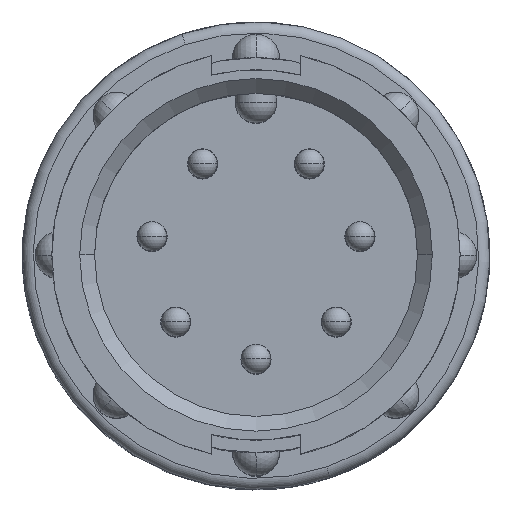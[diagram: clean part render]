
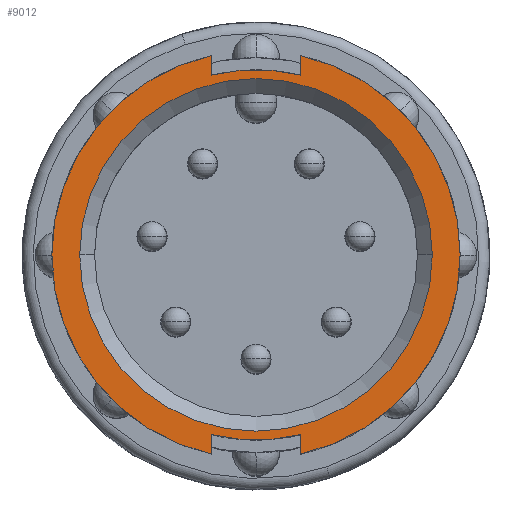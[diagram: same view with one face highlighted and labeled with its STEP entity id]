
A CAD part, top view. The second image highlights one B-rep face of the part: STEP entity #9012.
In plain terms, the highlighted planar face has unit normal (0, 0, 1).
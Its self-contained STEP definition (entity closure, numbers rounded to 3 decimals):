
#27 = CARTESIAN_POINT ( 'NONE',  ( -1.524, 6.817, 0. ) ) ;
#222 = CIRCLE ( 'NONE', #335, 6.985 ) ;
#335 = AXIS2_PLACEMENT_3D ( 'NONE', #8641, #1068, #9923 ) ;
#343 = VERTEX_POINT ( 'NONE', #12735 ) ;
#490 = ORIENTED_EDGE ( 'NONE', *, *, #9924, .F. ) ;
#580 = ORIENTED_EDGE ( 'NONE', *, *, #12962, .T. ) ;
#687 = VERTEX_POINT ( 'NONE', #16011 ) ;
#1068 = DIRECTION ( 'NONE',  ( 0., 0., 1. ) ) ;
#1243 = CARTESIAN_POINT ( 'NONE',  ( 1.524, 6.817, 0. ) ) ;
#1393 = AXIS2_PLACEMENT_3D ( 'NONE', #4180, #13080, #5428 ) ;
#1501 = EDGE_CURVE ( 'NONE', #687, #11031, #10046, .T. ) ;
#1544 = DIRECTION ( 'NONE',  ( 0., 1., 0. ) ) ;
#1590 = ORIENTED_EDGE ( 'NONE', *, *, #15184, .F. ) ;
#2189 = CARTESIAN_POINT ( 'NONE',  ( 6.032, 0., 0. ) ) ;
#2495 = CARTESIAN_POINT ( 'NONE',  ( 1.524, -6.817, 0. ) ) ;
#2752 = CARTESIAN_POINT ( 'NONE',  ( -6.032, 0., 0. ) ) ;
#2822 = ORIENTED_EDGE ( 'NONE', *, *, #15041, .F. ) ;
#3357 = CIRCLE ( 'NONE', #15429, 6.337 ) ;
#3756 = DIRECTION ( 'NONE',  ( 0., 0., -1. ) ) ;
#3952 = CIRCLE ( 'NONE', #6361, 6.032 ) ;
#3996 = CARTESIAN_POINT ( 'NONE',  ( 0., 0., 0. ) ) ;
#4033 = CARTESIAN_POINT ( 'NONE',  ( 1.524, -6.151, 0. ) ) ;
#4046 = VERTEX_POINT ( 'NONE', #9245 ) ;
#4149 = DIRECTION ( 'NONE',  ( 0., 0., 1. ) ) ;
#4180 = CARTESIAN_POINT ( 'NONE',  ( 0., 0., 0. ) ) ;
#4358 = CIRCLE ( 'NONE', #1393, 6.985 ) ;
#4816 = CARTESIAN_POINT ( 'NONE',  ( 0., 0., 0. ) ) ;
#5252 = DIRECTION ( 'NONE',  ( 1., 0., 0. ) ) ;
#5292 = EDGE_CURVE ( 'NONE', #8014, #11031, #8992, .T. ) ;
#5423 = CARTESIAN_POINT ( 'NONE',  ( -1.524, -6.151, 0. ) ) ;
#5428 = DIRECTION ( 'NONE',  ( 1., 0., 0. ) ) ;
#5638 = DIRECTION ( 'NONE',  ( 0., 0., -1. ) ) ;
#5706 = LINE ( 'NONE', #27, #9089 ) ;
#5767 = CARTESIAN_POINT ( 'NONE',  ( -1.524, 6.151, 0. ) ) ;
#6085 = DIRECTION ( 'NONE',  ( 1., 0., 0. ) ) ;
#6361 = AXIS2_PLACEMENT_3D ( 'NONE', #4816, #13735, #6085 ) ;
#6646 = CARTESIAN_POINT ( 'NONE',  ( 1.524, -6.151, 0. ) ) ;
#6927 = DIRECTION ( 'NONE',  ( -1., 0., 0. ) ) ;
#7187 = CIRCLE ( 'NONE', #16430, 6.032 ) ;
#7244 = ORIENTED_EDGE ( 'NONE', *, *, #7730, .F. ) ;
#7410 = VERTEX_POINT ( 'NONE', #14933 ) ;
#7449 = ORIENTED_EDGE ( 'NONE', *, *, #1501, .T. ) ;
#7477 = AXIS2_PLACEMENT_3D ( 'NONE', #10721, #14564, #6927 ) ;
#7730 = EDGE_CURVE ( 'NONE', #8875, #15801, #7187, .T. ) ;
#7888 = ORIENTED_EDGE ( 'NONE', *, *, #11677, .F. ) ;
#8014 = VERTEX_POINT ( 'NONE', #14914 ) ;
#8155 = VERTEX_POINT ( 'NONE', #2495 ) ;
#8641 = CARTESIAN_POINT ( 'NONE',  ( 0., 0., 0. ) ) ;
#8807 = ORIENTED_EDGE ( 'NONE', *, *, #5292, .F. ) ;
#8875 = VERTEX_POINT ( 'NONE', #2752 ) ;
#8992 = LINE ( 'NONE', #5423, #9390 ) ;
#9012 = ADVANCED_FACE ( 'NONE', ( #16136, #9360 ), #9437, .F. ) ;
#9089 = VECTOR ( 'NONE', #13940, 1000. ) ;
#9124 = VECTOR ( 'NONE', #1544, 1000. ) ;
#9245 = CARTESIAN_POINT ( 'NONE',  ( 1.524, 6.151, 0. ) ) ;
#9360 = FACE_OUTER_BOUND ( 'NONE', #10123, .T. ) ;
#9371 = VERTEX_POINT ( 'NONE', #6646 ) ;
#9390 = VECTOR ( 'NONE', #14334, 1000. ) ;
#9437 = PLANE ( 'NONE',  #7477 ) ;
#9923 = DIRECTION ( 'NONE',  ( 1., 0., 0. ) ) ;
#9924 = EDGE_CURVE ( 'NONE', #14814, #4046, #14731, .T. ) ;
#9975 = ORIENTED_EDGE ( 'NONE', *, *, #15231, .F. ) ;
#9988 = AXIS2_PLACEMENT_3D ( 'NONE', #11748, #4149, #13051 ) ;
#10046 = CIRCLE ( 'NONE', #9988, 6.985 ) ;
#10094 = DIRECTION ( 'NONE',  ( 0., 1., 0. ) ) ;
#10123 = EDGE_LOOP ( 'NONE', ( #490, #9975, #7449, #8807, #10357, #7888, #580, #13435, #1590 ) ) ;
#10357 = ORIENTED_EDGE ( 'NONE', *, *, #15668, .F. ) ;
#10370 = CARTESIAN_POINT ( 'NONE',  ( -1.524, -6.817, 0. ) ) ;
#10721 = CARTESIAN_POINT ( 'NONE',  ( 0., 6.032, 0. ) ) ;
#10841 = EDGE_LOOP ( 'NONE', ( #2822, #7244 ) ) ;
#11031 = VERTEX_POINT ( 'NONE', #10370 ) ;
#11350 = CARTESIAN_POINT ( 'NONE',  ( 0., 0., 0. ) ) ;
#11677 = EDGE_CURVE ( 'NONE', #8155, #9371, #12935, .T. ) ;
#11748 = CARTESIAN_POINT ( 'NONE',  ( 0., 0., 0. ) ) ;
#12483 = VECTOR ( 'NONE', #10094, 1000. ) ;
#12634 = DIRECTION ( 'NONE',  ( 1., 0., 0. ) ) ;
#12735 = CARTESIAN_POINT ( 'NONE',  ( 1.524, 6.817, 0. ) ) ;
#12843 = AXIS2_PLACEMENT_3D ( 'NONE', #11350, #3756, #12634 ) ;
#12893 = DIRECTION ( 'NONE',  ( 0., 0., 1. ) ) ;
#12935 = LINE ( 'NONE', #4033, #9124 ) ;
#12962 = EDGE_CURVE ( 'NONE', #8155, #7410, #222, .T. ) ;
#13051 = DIRECTION ( 'NONE',  ( 1., 0., 0. ) ) ;
#13080 = DIRECTION ( 'NONE',  ( 0., 0., 1. ) ) ;
#13285 = CARTESIAN_POINT ( 'NONE',  ( 0., 0., 0. ) ) ;
#13293 = LINE ( 'NONE', #1243, #12483 ) ;
#13435 = ORIENTED_EDGE ( 'NONE', *, *, #13927, .T. ) ;
#13735 = DIRECTION ( 'NONE',  ( 0., 0., 1. ) ) ;
#13927 = EDGE_CURVE ( 'NONE', #7410, #343, #4358, .T. ) ;
#13940 = DIRECTION ( 'NONE',  ( 0., -1., 0. ) ) ;
#14334 = DIRECTION ( 'NONE',  ( 0., -1., 0. ) ) ;
#14553 = DIRECTION ( 'NONE',  ( 1., 0., 0. ) ) ;
#14564 = DIRECTION ( 'NONE',  ( 0., 0., -1. ) ) ;
#14731 = CIRCLE ( 'NONE', #12843, 6.337 ) ;
#14814 = VERTEX_POINT ( 'NONE', #5767 ) ;
#14914 = CARTESIAN_POINT ( 'NONE',  ( -1.524, -6.151, 0. ) ) ;
#14933 = CARTESIAN_POINT ( 'NONE',  ( 6.985, 0., 0. ) ) ;
#15041 = EDGE_CURVE ( 'NONE', #15801, #8875, #3952, .T. ) ;
#15184 = EDGE_CURVE ( 'NONE', #4046, #343, #13293, .T. ) ;
#15231 = EDGE_CURVE ( 'NONE', #687, #14814, #5706, .T. ) ;
#15429 = AXIS2_PLACEMENT_3D ( 'NONE', #13285, #5638, #14553 ) ;
#15668 = EDGE_CURVE ( 'NONE', #9371, #8014, #3357, .T. ) ;
#15801 = VERTEX_POINT ( 'NONE', #2189 ) ;
#16011 = CARTESIAN_POINT ( 'NONE',  ( -1.524, 6.817, 0. ) ) ;
#16136 = FACE_BOUND ( 'NONE', #10841, .T. ) ;
#16430 = AXIS2_PLACEMENT_3D ( 'NONE', #3996, #12893, #5252 ) ;
